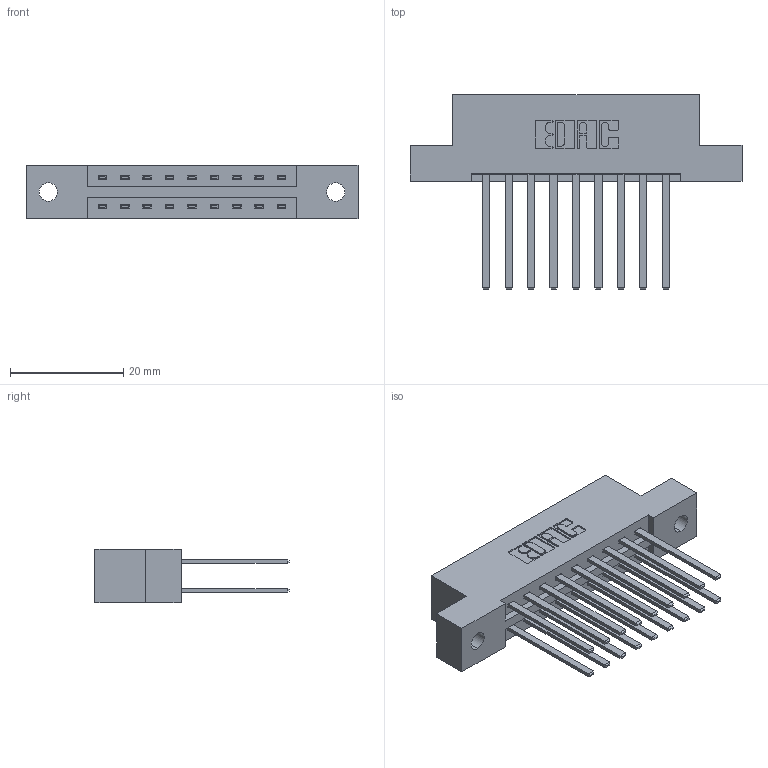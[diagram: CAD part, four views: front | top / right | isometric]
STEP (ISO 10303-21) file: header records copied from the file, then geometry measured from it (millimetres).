
FILE_DESCRIPTION (( 'STEP AP203' ), '1' );
FILE_NAME ('387-018-544-202.STEP', '2018-09-12T10:26:45', ( '' ), ( '' ), 'SwSTEP 2.0', 'SolidWorks 2016', '' );
FILE_SCHEMA (( 'CONFIG_CONTROL_DESIGN' ));
Length unit declared in the file: inch
Products named in the file (3): 337 Part_Flush Mounting Lugs - 0.128 Dia; 345-292-001_345-293-144; 387-018-544-202
Assembly tree (19 placements, depth 2):
  387-018-544-202
    337 Part_Flush Mounting Lugs - 0.128 Dia
    345-292-001_345-293-144  x18
Bounding box: 58.67 x 34.3 x 9.4 mm (x, y, z)
Volume: 5959.9 mm3; surface area: 6968.7 mm2
Topology: 19 solids, 19 shells, 978 faces, 2885 edges, 1898 vertices
Faces by surface type: plane 682, cylinder 296
Entity records: 11065 total; most frequent: CARTESIAN_POINT 1890, ORIENTED_EDGE 1826, DIRECTION 1665, EDGE_CURVE 913, LINE 789, VECTOR 789, VERTEX_POINT 606, AXIS2_PLACEMENT_3D 438
